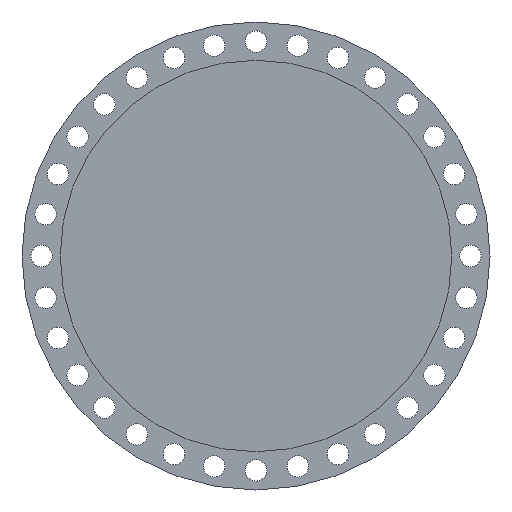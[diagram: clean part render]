
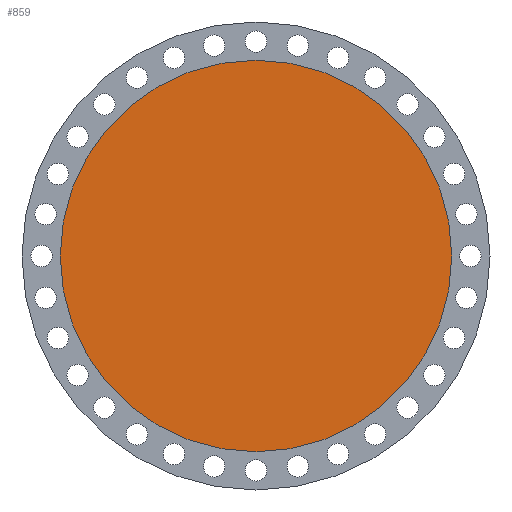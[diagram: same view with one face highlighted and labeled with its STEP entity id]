
A CAD part, left-side view. The second image highlights one B-rep face of the part: STEP entity #859.
In plain terms, the highlighted planar face has unit normal (-1, 0, 0).
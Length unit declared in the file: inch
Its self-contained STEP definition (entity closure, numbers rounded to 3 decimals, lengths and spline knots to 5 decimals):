
#115 = DIRECTION ( 'NONE',  ( 0., 0., 1. ) ) ;
#123 = CARTESIAN_POINT ( 'NONE',  ( 0., 0., 0. ) ) ;
#151 = DIRECTION ( 'NONE',  ( 0., 0., 1. ) ) ;
#237 = DIRECTION ( 'NONE',  ( -1., 0., 0. ) ) ;
#314 = CIRCLE ( 'NONE', #1506, 26.25 ) ;
#327 = VERTEX_POINT ( 'NONE', #1736 ) ;
#651 = AXIS2_PLACEMENT_3D ( 'NONE', #123, #990, #151 ) ;
#859 = ADVANCED_FACE ( 'NONE', ( #2355 ), #1532, .T. ) ;
#953 = DIRECTION ( 'NONE',  ( -1., 0., 0. ) ) ;
#990 = DIRECTION ( 'NONE',  ( -1., 0., 0. ) ) ;
#1045 = ORIENTED_EDGE ( 'NONE', *, *, #1926, .T. ) ;
#1162 = VERTEX_POINT ( 'NONE', #2523 ) ;
#1310 = CARTESIAN_POINT ( 'NONE',  ( 0., 0., 0. ) ) ;
#1325 = DIRECTION ( 'NONE',  ( 0., 0., 1. ) ) ;
#1506 = AXIS2_PLACEMENT_3D ( 'NONE', #1310, #953, #115 ) ;
#1532 = PLANE ( 'NONE',  #651 ) ;
#1633 = AXIS2_PLACEMENT_3D ( 'NONE', #1935, #237, #1325 ) ;
#1736 = CARTESIAN_POINT ( 'NONE',  ( 0., 0., -26.25 ) ) ;
#1926 = EDGE_CURVE ( 'NONE', #327, #1162, #2088, .T. ) ;
#1935 = CARTESIAN_POINT ( 'NONE',  ( 0., 0., 0. ) ) ;
#2083 = EDGE_LOOP ( 'NONE', ( #2277, #1045 ) ) ;
#2088 = CIRCLE ( 'NONE', #1633, 26.25 ) ;
#2101 = EDGE_CURVE ( 'NONE', #1162, #327, #314, .T. ) ;
#2277 = ORIENTED_EDGE ( 'NONE', *, *, #2101, .T. ) ;
#2355 = FACE_OUTER_BOUND ( 'NONE', #2083, .T. ) ;
#2523 = CARTESIAN_POINT ( 'NONE',  ( 0., 0., 26.25 ) ) ;
